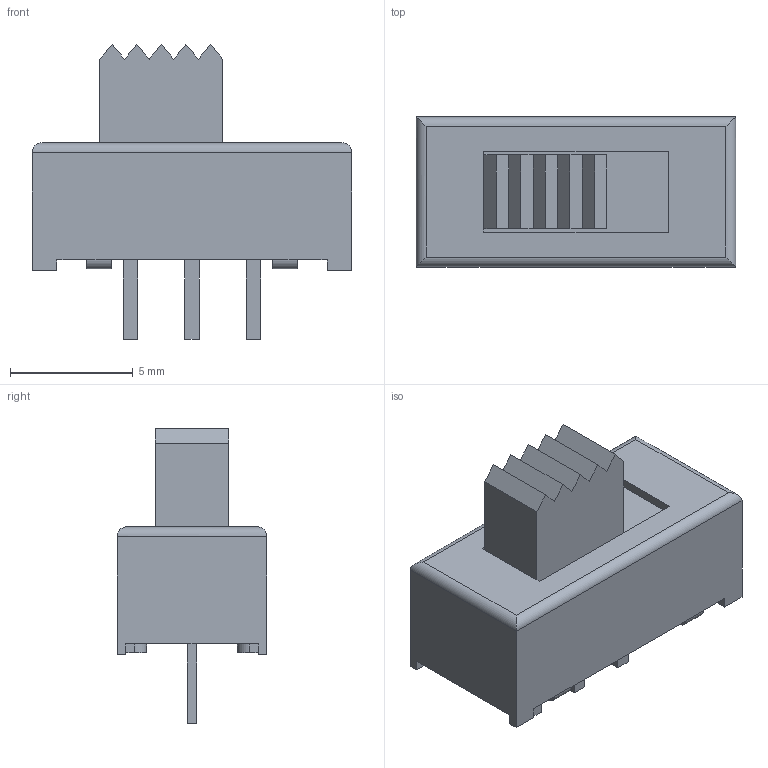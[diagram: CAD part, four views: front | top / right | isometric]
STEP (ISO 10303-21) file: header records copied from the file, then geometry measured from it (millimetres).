
FILE_DESCRIPTION (( 'STEP AP214' ), '1' );
FILE_NAME ('slide_switch.STEP', '2022-08-24T12:06:45', ( '' ), ( '' ), 'SwSTEP 2.0', 'SolidWorks 2022', '' );
FILE_SCHEMA (( 'AUTOMOTIVE_DESIGN' ));
Length unit declared in the file: millimetre
Products named in the file (1): slide_switch
Bounding box: 13 x 6.1 x 12 mm (x, y, z)
Volume: 432.6 mm3; surface area: 440 mm2
Topology: 1 solids, 1 shells, 78 faces, 202 edges, 130 vertices
Faces by surface type: plane 66, cylinder 12
Entity records: 2771 total; most frequent: CARTESIAN_POINT 423, ORIENTED_EDGE 404, DIRECTION 372, EDGE_CURVE 202, LINE 182, VECTOR 182, VERTEX_POINT 130, AXIS2_PLACEMENT_3D 95
